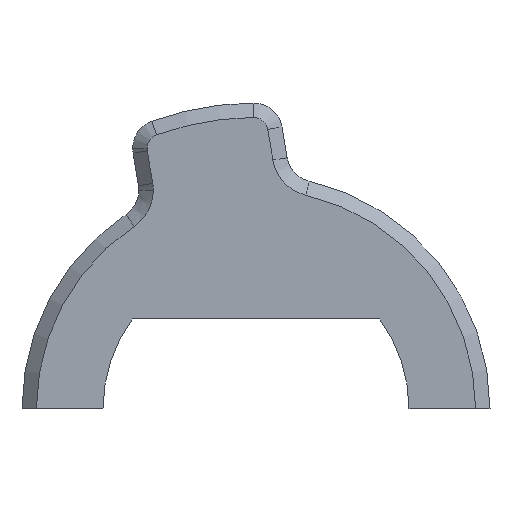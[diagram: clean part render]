
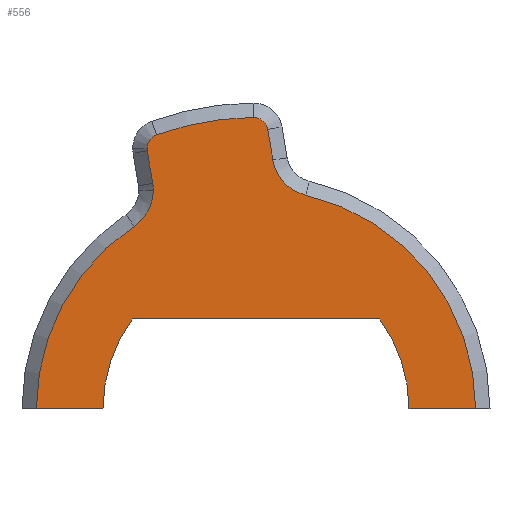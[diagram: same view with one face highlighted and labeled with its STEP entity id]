
A CAD part, front view. The second image highlights one B-rep face of the part: STEP entity #556.
In plain terms, the highlighted planar face has unit normal (0, -1, 0).
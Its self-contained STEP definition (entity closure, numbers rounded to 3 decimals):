
#131=CARTESIAN_POINT('',(-8.5,5.3,-5.3));
#132=VERTEX_POINT('',#131);
#139=CARTESIAN_POINT('',(-12.2,5.3,-5.3));
#140=VERTEX_POINT('',#139);
#141=CARTESIAN_POINT('',(-12.2,5.3,-5.3));
#142=DIRECTION('',(1.,0.,-0.));
#143=VECTOR('',#142,3.7);
#144=LINE('',#141,#143);
#145=EDGE_CURVE('',#140,#132,#144,.T.);
#170=CARTESIAN_POINT('',(-6.874,5.3,-0.3));
#171=VERTEX_POINT('',#170);
#178=CARTESIAN_POINT('',(0.,5.3,-5.3));
#179=DIRECTION('',(0.,-1.,0.));
#180=DIRECTION('',(1.,0.,0.));
#181=AXIS2_PLACEMENT_3D('',#178,#179,#180);
#182=CIRCLE('',#181,8.5);
#183=EDGE_CURVE('',#171,#132,#182,.T.);
#236=CARTESIAN_POINT('',(6.874,5.3,-0.3));
#237=VERTEX_POINT('',#236);
#244=CARTESIAN_POINT('',(-6.874,5.3,-0.3));
#245=DIRECTION('',(1.,0.,-0.));
#246=VECTOR('',#245,13.748);
#247=LINE('',#244,#246);
#248=EDGE_CURVE('',#171,#237,#247,.T.);
#268=CARTESIAN_POINT('',(8.5,5.3,-5.3));
#269=VERTEX_POINT('',#268);
#276=CARTESIAN_POINT('',(0.,5.3,-5.3));
#277=DIRECTION('',(0.,-1.,0.));
#278=DIRECTION('',(1.,0.,0.));
#279=AXIS2_PLACEMENT_3D('',#276,#277,#278);
#280=CIRCLE('',#279,8.5);
#281=EDGE_CURVE('',#269,#237,#280,.T.);
#316=CARTESIAN_POINT('',(12.2,5.3,-5.3));
#317=VERTEX_POINT('',#316);
#324=CARTESIAN_POINT('',(8.5,5.3,-5.3));
#325=DIRECTION('',(1.,0.,-0.));
#326=VECTOR('',#325,3.7);
#327=LINE('',#324,#326);
#328=EDGE_CURVE('',#269,#317,#327,.T.);
#449=CARTESIAN_POINT('',(0.,5.3,-5.3));
#450=DIRECTION('',(0.,-1.,0.));
#451=DIRECTION('',(1.,0.,0.));
#452=AXIS2_PLACEMENT_3D('',#449,#450,#451);
#453=PLANE('',#452);
#454=CARTESIAN_POINT('',(-5.739,5.3,7.238));
#455=VERTEX_POINT('',#454);
#456=CARTESIAN_POINT('',(-5.706,5.3,6.843));
#457=VERTEX_POINT('',#456);
#458=CARTESIAN_POINT('',(-8.106,5.3,6.843));
#459=DIRECTION('',(-0.,1.,-0.));
#460=DIRECTION('',(1.,0.,0.));
#461=AXIS2_PLACEMENT_3D('',#458,#459,#460);
#462=CIRCLE('',#461,2.4);
#463=EDGE_CURVE('',#455,#457,#462,.T.);
#464=ORIENTED_EDGE('',*,*,#463,.T.);
#465=CARTESIAN_POINT('',(-6.774,5.3,4.847));
#466=VERTEX_POINT('',#465);
#467=CARTESIAN_POINT('',(-8.106,5.3,6.843));
#468=DIRECTION('',(-0.,1.,-0.));
#469=DIRECTION('',(1.,0.,0.));
#470=AXIS2_PLACEMENT_3D('',#467,#468,#469);
#471=CIRCLE('',#470,2.4);
#472=EDGE_CURVE('',#457,#466,#471,.T.);
#473=ORIENTED_EDGE('',*,*,#472,.T.);
#474=CARTESIAN_POINT('',(0.,5.3,-5.3));
#475=DIRECTION('',(0.,-1.,0.));
#476=DIRECTION('',(1.,0.,0.));
#477=AXIS2_PLACEMENT_3D('',#474,#475,#476);
#478=CIRCLE('',#477,12.2);
#479=EDGE_CURVE('',#466,#140,#478,.T.);
#480=ORIENTED_EDGE('',*,*,#479,.T.);
#481=ORIENTED_EDGE('',*,*,#145,.T.);
#482=ORIENTED_EDGE('',*,*,#183,.F.);
#483=ORIENTED_EDGE('',*,*,#248,.T.);
#484=ORIENTED_EDGE('',*,*,#281,.F.);
#485=ORIENTED_EDGE('',*,*,#328,.T.);
#486=CARTESIAN_POINT('',(2.764,5.3,6.583));
#487=VERTEX_POINT('',#486);
#488=CARTESIAN_POINT('',(0.,5.3,-5.3));
#489=DIRECTION('',(0.,-1.,0.));
#490=DIRECTION('',(1.,0.,0.));
#491=AXIS2_PLACEMENT_3D('',#488,#489,#490);
#492=CIRCLE('',#491,12.2);
#493=EDGE_CURVE('',#317,#487,#492,.T.);
#494=ORIENTED_EDGE('',*,*,#493,.T.);
#495=CARTESIAN_POINT('',(0.94,5.3,8.526));
#496=VERTEX_POINT('',#495);
#497=CARTESIAN_POINT('',(3.307,5.3,8.921));
#498=DIRECTION('',(-0.,1.,-0.));
#499=DIRECTION('',(1.,0.,0.));
#500=AXIS2_PLACEMENT_3D('',#497,#498,#499);
#501=CIRCLE('',#500,2.4);
#502=EDGE_CURVE('',#487,#496,#501,.T.);
#503=ORIENTED_EDGE('',*,*,#502,.T.);
#504=CARTESIAN_POINT('',(0.656,5.3,10.231));
#505=VERTEX_POINT('',#504);
#506=CARTESIAN_POINT('',(0.94,5.3,8.526));
#507=DIRECTION('',(-0.164,0.,0.986));
#508=VECTOR('',#507,1.729);
#509=LINE('',#506,#508);
#510=EDGE_CURVE('',#496,#505,#509,.T.);
#511=ORIENTED_EDGE('',*,*,#510,.T.);
#512=CARTESIAN_POINT('',(-0.14,5.3,10.9));
#513=VERTEX_POINT('',#512);
#514=CARTESIAN_POINT('',(-0.133,5.3,10.1));
#515=DIRECTION('',(0.,-1.,0.));
#516=DIRECTION('',(1.,0.,0.));
#517=AXIS2_PLACEMENT_3D('',#514,#515,#516);
#518=CIRCLE('',#517,0.8);
#519=EDGE_CURVE('',#505,#513,#518,.T.);
#520=ORIENTED_EDGE('',*,*,#519,.T.);
#521=CARTESIAN_POINT('',(-5.524,5.3,9.929));
#522=VERTEX_POINT('',#521);
#523=CARTESIAN_POINT('',(0.,5.3,-5.3));
#524=DIRECTION('',(0.,-1.,0.));
#525=DIRECTION('',(1.,0.,0.));
#526=AXIS2_PLACEMENT_3D('',#523,#524,#525);
#527=CIRCLE('',#526,16.2);
#528=EDGE_CURVE('',#513,#522,#527,.T.);
#529=ORIENTED_EDGE('',*,*,#528,.T.);
#530=CARTESIAN_POINT('',(-6.051,5.3,9.177));
#531=VERTEX_POINT('',#530);
#532=CARTESIAN_POINT('',(-5.251,5.3,9.177));
#533=DIRECTION('',(0.,-1.,0.));
#534=DIRECTION('',(1.,0.,0.));
#535=AXIS2_PLACEMENT_3D('',#532,#533,#534);
#536=CIRCLE('',#535,0.8);
#537=EDGE_CURVE('',#522,#531,#536,.T.);
#538=ORIENTED_EDGE('',*,*,#537,.T.);
#539=CARTESIAN_POINT('',(-6.04,5.3,9.046));
#540=VERTEX_POINT('',#539);
#541=CARTESIAN_POINT('',(-5.251,5.3,9.177));
#542=DIRECTION('',(0.,-1.,0.));
#543=DIRECTION('',(1.,0.,0.));
#544=AXIS2_PLACEMENT_3D('',#541,#542,#543);
#545=CIRCLE('',#544,0.8);
#546=EDGE_CURVE('',#531,#540,#545,.T.);
#547=ORIENTED_EDGE('',*,*,#546,.T.);
#548=CARTESIAN_POINT('',(-6.04,5.3,9.046));
#549=DIRECTION('',(0.164,-0.,-0.986));
#550=VECTOR('',#549,1.833);
#551=LINE('',#548,#550);
#552=EDGE_CURVE('',#540,#455,#551,.T.);
#553=ORIENTED_EDGE('',*,*,#552,.T.);
#554=EDGE_LOOP('',(#464,#473,#480,#481,#482,#483,#484,#485,#494,#503,#511,#520,#529,#538,#547,#553));
#555=FACE_BOUND('',#554,.T.);
#556=ADVANCED_FACE('',(#555),#453,.T.);
